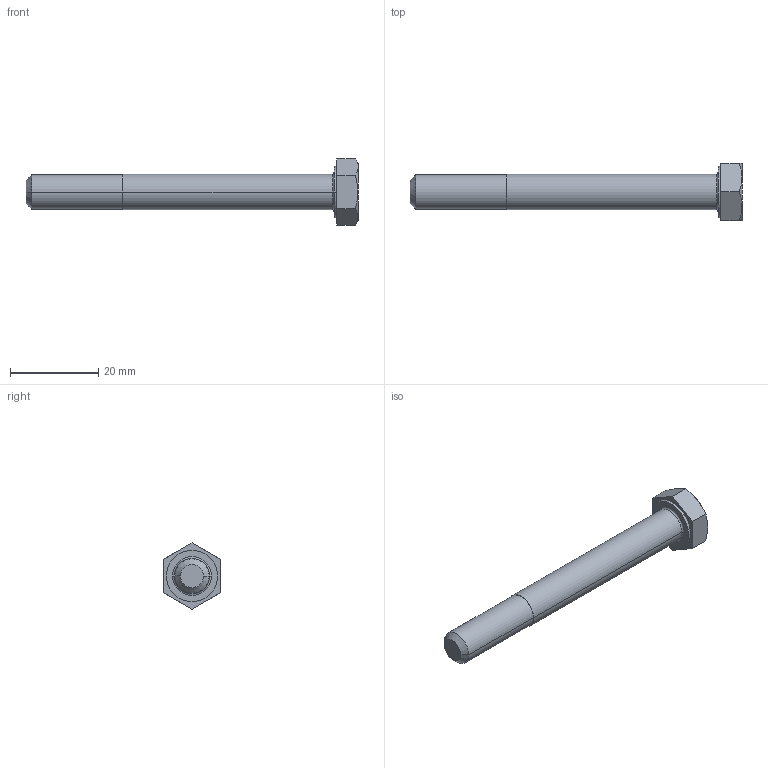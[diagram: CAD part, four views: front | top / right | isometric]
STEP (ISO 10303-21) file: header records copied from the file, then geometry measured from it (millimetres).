
FILE_DESCRIPTION(('CATIA V5 STEP Exchange'),'2;1');
FILE_NAME('Bolt M8x70.stp','2014-10-01T03:24:56+00:00',('none'),('none'),'CATIA Version 5 Release 19 SP 4 (IN-10)','CATIA V5 STEP AP203','none');
FILE_SCHEMA(('CONFIG_CONTROL_DESIGN'));
Length unit declared in the file: millimetre
Products named in the file (1): ISO 4014 BOLT M8x70 STEEL GRADE A HEXAGON HEAD
Bounding box: 75.45 x 13 x 15.01 mm (x, y, z)
Volume: 4220 mm3; surface area: 2247.2 mm2
Topology: 1 solids, 1 shells, 23 faces, 50 edges, 32 vertices
Faces by surface type: plane 11, cylinder 6, cone 4, torus 2
Entity records: 694 total; most frequent: CARTESIAN_POINT 178, ORIENTED_EDGE 100, DIRECTION 80, EDGE_CURVE 50, AXIS2_PLACEMENT_3D 40, VERTEX_POINT 32, EDGE_LOOP 26, ADVANCED_FACE 23
